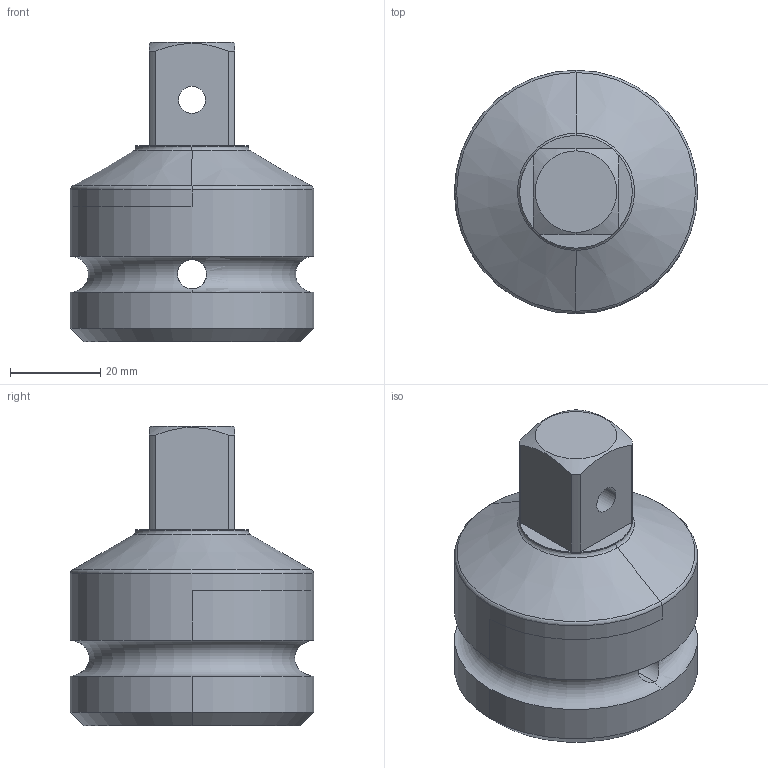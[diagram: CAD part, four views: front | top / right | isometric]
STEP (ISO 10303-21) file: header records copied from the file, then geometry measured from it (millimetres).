
FILE_DESCRIPTION((''),'2;1');
FILE_NAME('4027163520','2023-08-22T12:46:50',('A00565553'),(''),'CREO PARAMETRIC BY PTC INC, 2022414','CREO PARAMETRIC BY PTC INC, 2022414','');
FILE_SCHEMA(('CONFIG_CONTROL_DESIGN','GEOMETRIC_VALIDATION_PROPERTIES_MIM'));
Length unit declared in the file: millimetre
Products named in the file (1): 4027163520
Bounding box: 54 x 54 x 66.5 mm (x, y, z)
Volume: 72588.8 mm3; surface area: 15910.6 mm2
Topology: 1 solids, 1 shells, 52 faces, 132 edges, 82 vertices
Faces by surface type: cylinder 20, plane 16, cone 10, torus 6
Entity records: 2221 total; most frequent: CARTESIAN_POINT 417, DIRECTION 280, ORIENTED_EDGE 264, PRESENTATION_STYLE_ASSIGNMENT 133, STYLED_ITEM 133, CURVE_STYLE 132, EDGE_CURVE 132, AXIS2_PLACEMENT_3D 114
